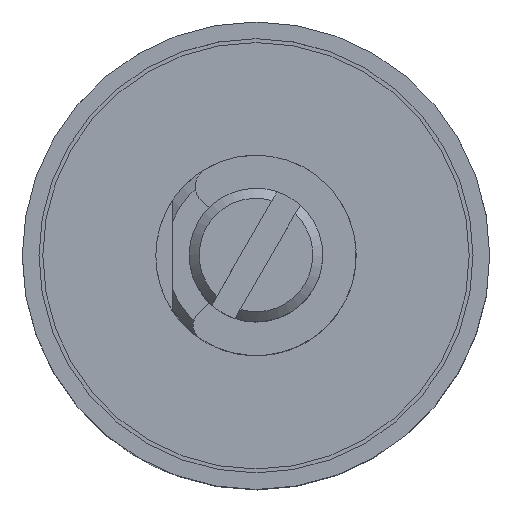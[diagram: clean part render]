
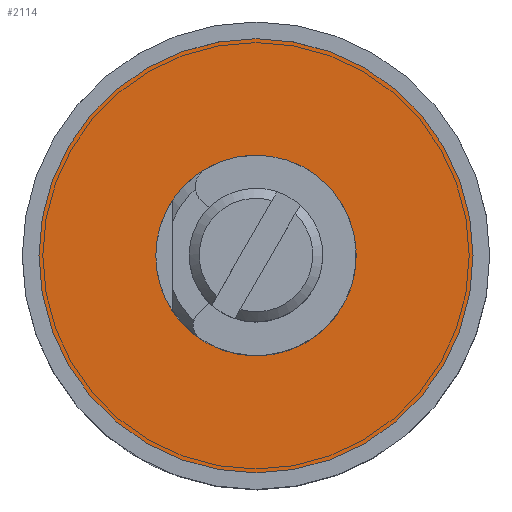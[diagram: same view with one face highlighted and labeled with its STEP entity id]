
A CAD part, top view. The second image highlights one B-rep face of the part: STEP entity #2114.
In plain terms, the highlighted planar face has unit normal (0, 0, 1).
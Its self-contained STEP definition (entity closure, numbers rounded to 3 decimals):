
#284 = ORIENTED_EDGE ( 'NONE', *, *, #7415, .T. ) ;
#387 = AXIS2_PLACEMENT_3D ( 'NONE', #4568, #3979, #7024 ) ;
#602 = CARTESIAN_POINT ( 'NONE',  ( 0., 0., 0.5 ) ) ;
#658 = DIRECTION ( 'NONE',  ( 0., 0., 1. ) ) ;
#734 = AXIS2_PLACEMENT_3D ( 'NONE', #3834, #658, #1936 ) ;
#1709 = ORIENTED_EDGE ( 'NONE', *, *, #6257, .T. ) ;
#1936 = DIRECTION ( 'NONE',  ( 1., 0., 0. ) ) ;
#2114 = ADVANCED_FACE ( 'NONE', ( #7724, #4425 ), #6319, .T. ) ;
#2678 = CARTESIAN_POINT ( 'NONE',  ( -3., 0., 0.5 ) ) ;
#2766 = EDGE_LOOP ( 'NONE', ( #284 ) ) ;
#2915 = VERTEX_POINT ( 'NONE', #3365 ) ;
#3365 = CARTESIAN_POINT ( 'NONE',  ( 6.5, 0., 0.5 ) ) ;
#3770 = DIRECTION ( 'NONE',  ( 0., 0., 1. ) ) ;
#3834 = CARTESIAN_POINT ( 'NONE',  ( 3., 0., 0.5 ) ) ;
#3979 = DIRECTION ( 'NONE',  ( 0., 0., -1. ) ) ;
#4362 = CIRCLE ( 'NONE', #387, 3. ) ;
#4425 = FACE_OUTER_BOUND ( 'NONE', #2766, .T. ) ;
#4568 = CARTESIAN_POINT ( 'NONE',  ( 0., 0., 0.5 ) ) ;
#5000 = EDGE_LOOP ( 'NONE', ( #1709 ) ) ;
#6257 = EDGE_CURVE ( 'NONE', #6868, #6868, #4362, .T. ) ;
#6319 = PLANE ( 'NONE',  #734 ) ;
#6868 = VERTEX_POINT ( 'NONE', #2678 ) ;
#7024 = DIRECTION ( 'NONE',  ( -1., 0., 0. ) ) ;
#7415 = EDGE_CURVE ( 'NONE', #2915, #2915, #7849, .T. ) ;
#7566 = DIRECTION ( 'NONE',  ( 1., 0., 0. ) ) ;
#7724 = FACE_BOUND ( 'NONE', #5000, .T. ) ;
#7777 = AXIS2_PLACEMENT_3D ( 'NONE', #602, #3770, #7566 ) ;
#7849 = CIRCLE ( 'NONE', #7777, 6.5 ) ;
